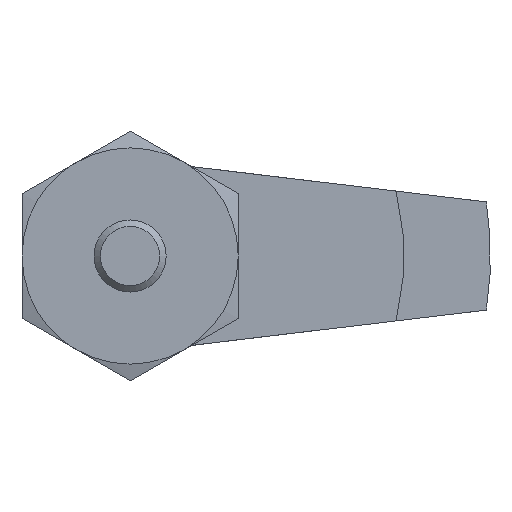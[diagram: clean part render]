
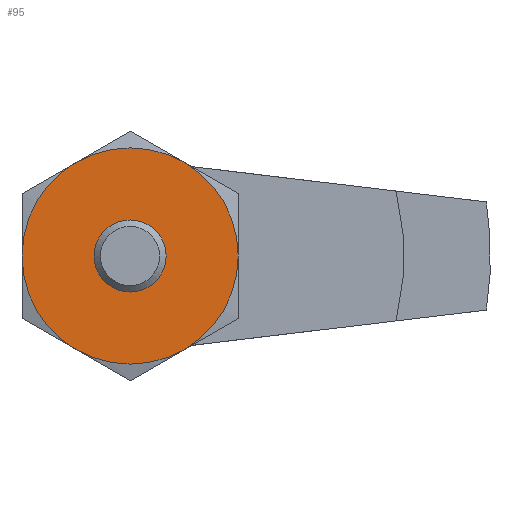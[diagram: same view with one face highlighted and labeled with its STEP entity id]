
A CAD part, front view. The second image highlights one B-rep face of the part: STEP entity #95.
In plain terms, the highlighted planar face has unit normal (0, -1, 0).
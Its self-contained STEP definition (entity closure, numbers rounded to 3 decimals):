
#95 = ADVANCED_FACE( '', ( #219, #220 ), #221, .F. );
#219 = FACE_BOUND( '', #382, .T. );
#220 = FACE_OUTER_BOUND( '', #383, .T. );
#221 = PLANE( '', #384 );
#382 = EDGE_LOOP( '', ( #593 ) );
#383 = EDGE_LOOP( '', ( #594, #595, #596, #597, #598, #599 ) );
#384 = AXIS2_PLACEMENT_3D( '', #600, #601, #602 );
#593 = ORIENTED_EDGE( '', *, *, #923, .F. );
#594 = ORIENTED_EDGE( '', *, *, #924, .T. );
#595 = ORIENTED_EDGE( '', *, *, #903, .T. );
#596 = ORIENTED_EDGE( '', *, *, #925, .T. );
#597 = ORIENTED_EDGE( '', *, *, #926, .T. );
#598 = ORIENTED_EDGE( '', *, *, #897, .T. );
#599 = ORIENTED_EDGE( '', *, *, #927, .T. );
#600 = CARTESIAN_POINT( '', ( 18., 0., 0. ) );
#601 = DIRECTION( '', ( 0., 1., 0. ) );
#602 = DIRECTION( '', ( 0., 0., 1. ) );
#897 = EDGE_CURVE( '', #1027, #1054, #1055, .T. );
#903 = EDGE_CURVE( '', #1062, #1063, #1064, .T. );
#923 = EDGE_CURVE( '', #1093, #1093, #1094, .T. );
#924 = EDGE_CURVE( '', #1040, #1062, #1095, .T. );
#925 = EDGE_CURVE( '', #1063, #1096, #1097, .T. );
#926 = EDGE_CURVE( '', #1096, #1027, #1098, .T. );
#927 = EDGE_CURVE( '', #1054, #1040, #1099, .T. );
#1027 = VERTEX_POINT( '', #1231 );
#1040 = VERTEX_POINT( '', #1266 );
#1054 = VERTEX_POINT( '', #1306 );
#1055 = CIRCLE( '', #1307, 18. );
#1062 = VERTEX_POINT( '', #1324 );
#1063 = VERTEX_POINT( '', #1325 );
#1064 = CIRCLE( '', #1326, 18. );
#1093 = VERTEX_POINT( '', #1392 );
#1094 = CIRCLE( '', #1393, 4.7 );
#1095 = CIRCLE( '', #1394, 18. );
#1096 = VERTEX_POINT( '', #1395 );
#1097 = CIRCLE( '', #1396, 18. );
#1098 = CIRCLE( '', #1397, 18. );
#1099 = CIRCLE( '', #1398, 18. );
#1231 = CARTESIAN_POINT( '', ( -18., 0., 0. ) );
#1266 = CARTESIAN_POINT( '', ( 9., 0., -15.588 ) );
#1306 = CARTESIAN_POINT( '', ( -9., 0., -15.588 ) );
#1307 = AXIS2_PLACEMENT_3D( '', #1604, #1605, #1606 );
#1324 = CARTESIAN_POINT( '', ( 18., 0., 0. ) );
#1325 = CARTESIAN_POINT( '', ( 9., 0., 15.588 ) );
#1326 = AXIS2_PLACEMENT_3D( '', #1610, #1611, #1612 );
#1392 = CARTESIAN_POINT( '', ( 0., 0., -4.7 ) );
#1393 = AXIS2_PLACEMENT_3D( '', #1630, #1631, #1632 );
#1394 = AXIS2_PLACEMENT_3D( '', #1633, #1634, #1635 );
#1395 = CARTESIAN_POINT( '', ( -9., 0., 15.588 ) );
#1396 = AXIS2_PLACEMENT_3D( '', #1636, #1637, #1638 );
#1397 = AXIS2_PLACEMENT_3D( '', #1639, #1640, #1641 );
#1398 = AXIS2_PLACEMENT_3D( '', #1642, #1643, #1644 );
#1604 = CARTESIAN_POINT( '', ( 0., 0., 0. ) );
#1605 = DIRECTION( '', ( 0., -1., 0. ) );
#1606 = DIRECTION( '', ( 0., 0., -1. ) );
#1610 = CARTESIAN_POINT( '', ( 0., 0., 0. ) );
#1611 = DIRECTION( '', ( 0., -1., 0. ) );
#1612 = DIRECTION( '', ( 0., 0., -1. ) );
#1630 = CARTESIAN_POINT( '', ( 0., 0., 0. ) );
#1631 = DIRECTION( '', ( 0., -1., 0. ) );
#1632 = DIRECTION( '', ( 0., 0., -1. ) );
#1633 = CARTESIAN_POINT( '', ( 0., 0., 0. ) );
#1634 = DIRECTION( '', ( 0., -1., 0. ) );
#1635 = DIRECTION( '', ( 0., 0., -1. ) );
#1636 = CARTESIAN_POINT( '', ( 0., 0., 0. ) );
#1637 = DIRECTION( '', ( 0., -1., 0. ) );
#1638 = DIRECTION( '', ( 0., 0., -1. ) );
#1639 = CARTESIAN_POINT( '', ( 0., 0., 0. ) );
#1640 = DIRECTION( '', ( 0., -1., 0. ) );
#1641 = DIRECTION( '', ( 0., 0., -1. ) );
#1642 = CARTESIAN_POINT( '', ( 0., 0., 0. ) );
#1643 = DIRECTION( '', ( 0., -1., 0. ) );
#1644 = DIRECTION( '', ( 0., 0., -1. ) );
